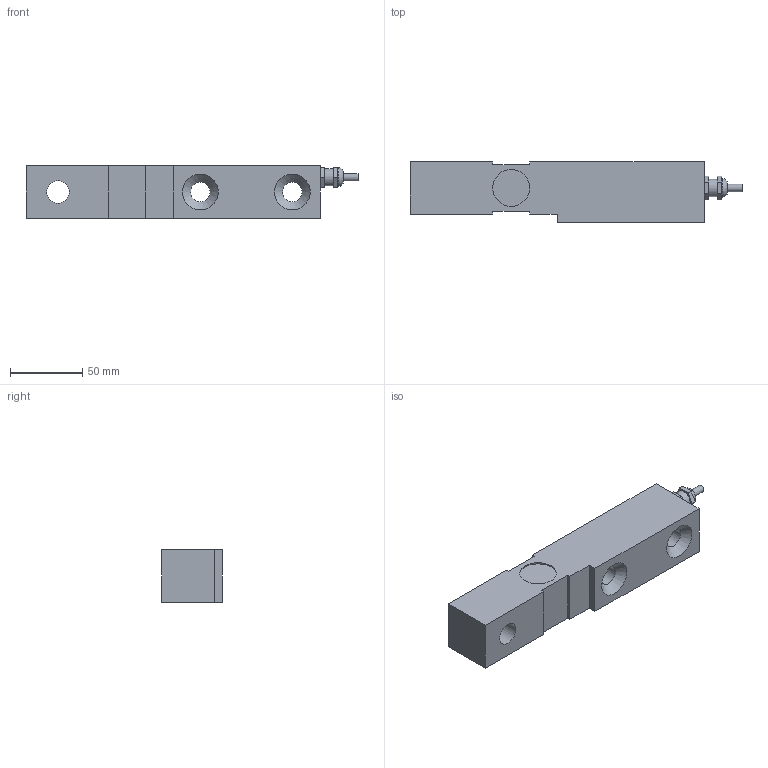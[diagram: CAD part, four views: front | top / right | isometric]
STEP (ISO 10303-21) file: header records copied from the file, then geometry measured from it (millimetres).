
FILE_DESCRIPTION(/* description */ (''),/* implementation_level */ '2;1');
FILE_NAME(/* name */ '563YHMS-(1-5)klb v4.step',/* time_stamp */ '2020-02-06T09:48:03-08:00',/* author */ (''),/* organization */ (''),/* preprocessor_version */ 'ST-DEVELOPER v18',/* originating_system */ 'Autodesk Translation Framework v8.12.0.6',/* authorisation */ '');
FILE_SCHEMA (('AUTOMOTIVE_DESIGN { 1 0 10303 214 3 1 1 }'));
Length unit declared in the file: inch
Products named in the file (2): 563YHMS-(1-5)klb; Connector
Assembly tree (1 placements, depth 2):
  563YHMS-(1-5)klb
    Connector
Bounding box: 229.23 x 41.91 x 36.32 mm (x, y, z)
Volume: 259901.3 mm3; surface area: 40563.9 mm2
Topology: 2 solids, 2 shells, 128 faces, 311 edges, 195 vertices
Faces by surface type: cylinder 77, plane 40, cone 6, bspline 5
Full cylindrical faces by diameter (mm): 3.416 x28, 4.166 x30, 5.1 x1, 10 x1, 12 x2, 13 x1, 13.462 x2, 15.748 x1, 25.4 x2, 31.75 x1
Entity records: 6573 total; most frequent: CARTESIAN_POINT 3730, ORIENTED_EDGE 616, DIRECTION 491, EDGE_CURVE 308, VERTEX_POINT 195, AXIS2_PLACEMENT_3D 167, LINE 157, VECTOR 157
